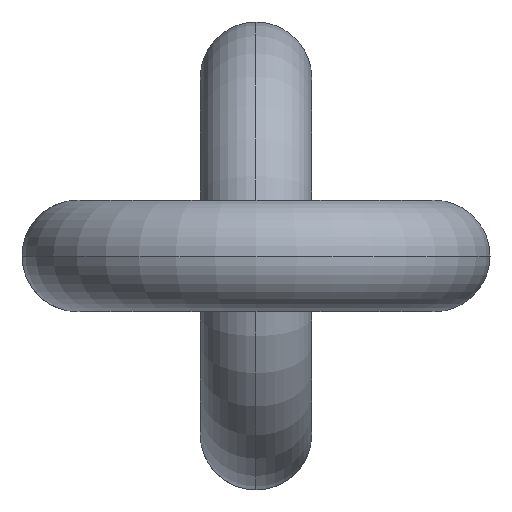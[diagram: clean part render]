
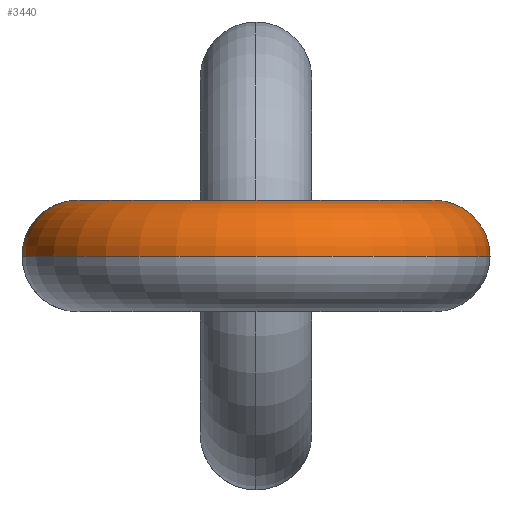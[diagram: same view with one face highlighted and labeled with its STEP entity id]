
A CAD part, left-side view. The second image highlights one B-rep face of the part: STEP entity #3440.
In plain terms, the highlighted toroidal (fillet/blend) face has major radius 8 mm and minor radius 2.5 mm.
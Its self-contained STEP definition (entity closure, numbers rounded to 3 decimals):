
#167 = DIRECTION ( 'NONE',  ( -1., 0., 0. ) ) ;
#590 = DIRECTION ( 'NONE',  ( 0., 0., 1. ) ) ;
#629 = EDGE_CURVE ( 'NONE', #11919, #4875, #11313, .T. ) ;
#659 = FACE_OUTER_BOUND ( 'NONE', #1917, .T. ) ;
#707 = AXIS2_PLACEMENT_3D ( 'NONE', #1916, #7547, #3647 ) ;
#964 = DIRECTION ( 'NONE',  ( 0., 0., 1. ) ) ;
#1043 = CARTESIAN_POINT ( 'NONE',  ( -12., 0., 8. ) ) ;
#1766 = CARTESIAN_POINT ( 'NONE',  ( -12., 0., -10.5 ) ) ;
#1916 = CARTESIAN_POINT ( 'NONE',  ( -12., 0., -8. ) ) ;
#1917 = EDGE_LOOP ( 'NONE', ( #8261, #4809, #10248, #11681 ) ) ;
#1918 = CARTESIAN_POINT ( 'NONE',  ( -12., 0., 5.5 ) ) ;
#2809 = DIRECTION ( 'NONE',  ( 0., 1., 0. ) ) ;
#2909 = CIRCLE ( 'NONE', #7951, 5.5 ) ;
#3398 = CARTESIAN_POINT ( 'NONE',  ( -12., 0., 0. ) ) ;
#3435 = VERTEX_POINT ( 'NONE', #1766 ) ;
#3440 = ADVANCED_FACE ( 'NONE', ( #659 ), #7003, .T. ) ;
#3597 = AXIS2_PLACEMENT_3D ( 'NONE', #3398, #8256, #590 ) ;
#3647 = DIRECTION ( 'NONE',  ( 0., 0., -1. ) ) ;
#3946 = DIRECTION ( 'NONE',  ( 0., 1., 0. ) ) ;
#4809 = ORIENTED_EDGE ( 'NONE', *, *, #7820, .T. ) ;
#4875 = VERTEX_POINT ( 'NONE', #1918 ) ;
#5157 = AXIS2_PLACEMENT_3D ( 'NONE', #1043, #167, #9595 ) ;
#5501 = CARTESIAN_POINT ( 'NONE',  ( -12., 0., 0. ) ) ;
#5849 = CIRCLE ( 'NONE', #3597, 10.5 ) ;
#7003 = TOROIDAL_SURFACE ( 'NONE', #11213, 8., 2.5 ) ;
#7547 = DIRECTION ( 'NONE',  ( 1., 0., 0. ) ) ;
#7820 = EDGE_CURVE ( 'NONE', #3435, #11919, #5849, .T. ) ;
#7951 = AXIS2_PLACEMENT_3D ( 'NONE', #5501, #2809, #964 ) ;
#8175 = CARTESIAN_POINT ( 'NONE',  ( -12., 0., 10.5 ) ) ;
#8256 = DIRECTION ( 'NONE',  ( 0., 1., 0. ) ) ;
#8261 = ORIENTED_EDGE ( 'NONE', *, *, #12106, .F. ) ;
#8519 = CIRCLE ( 'NONE', #707, 2.5 ) ;
#8595 = DIRECTION ( 'NONE',  ( 0., 0., 1. ) ) ;
#8709 = CARTESIAN_POINT ( 'NONE',  ( -12., 0., -5.5 ) ) ;
#9595 = DIRECTION ( 'NONE',  ( 0., 0., 1. ) ) ;
#10248 = ORIENTED_EDGE ( 'NONE', *, *, #629, .T. ) ;
#10416 = CARTESIAN_POINT ( 'NONE',  ( -12., 0., 0. ) ) ;
#10718 = VERTEX_POINT ( 'NONE', #8709 ) ;
#11213 = AXIS2_PLACEMENT_3D ( 'NONE', #10416, #3946, #8595 ) ;
#11313 = CIRCLE ( 'NONE', #5157, 2.5 ) ;
#11681 = ORIENTED_EDGE ( 'NONE', *, *, #12047, .F. ) ;
#11919 = VERTEX_POINT ( 'NONE', #8175 ) ;
#12047 = EDGE_CURVE ( 'NONE', #10718, #4875, #2909, .T. ) ;
#12106 = EDGE_CURVE ( 'NONE', #3435, #10718, #8519, .T. ) ;
